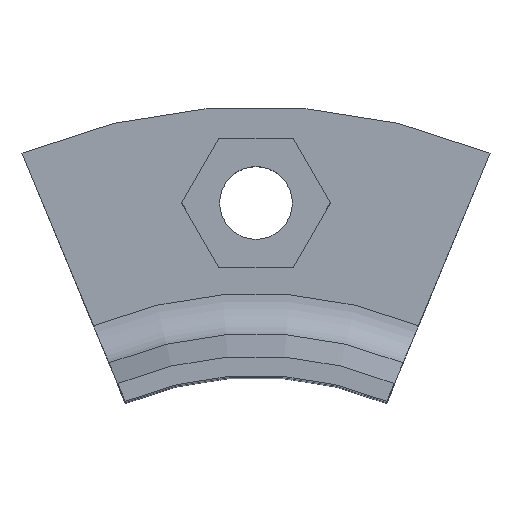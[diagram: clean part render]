
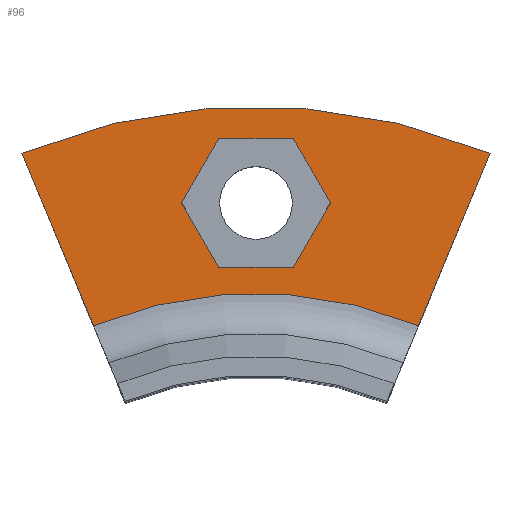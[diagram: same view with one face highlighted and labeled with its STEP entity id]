
A CAD part, top view. The second image highlights one B-rep face of the part: STEP entity #96.
In plain terms, the highlighted planar face has unit normal (0, 0, 1).
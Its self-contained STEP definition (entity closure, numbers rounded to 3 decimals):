
#96=ADVANCED_FACE('',(#168,#169),#170,.F.);
#168=FACE_BOUND('',#264,.T.);
#169=FACE_OUTER_BOUND('',#265,.T.);
#170=PLANE('',#266);
#264=EDGE_LOOP('',(#495,#496));
#265=EDGE_LOOP('',(#497,#498,#499,#500));
#266=AXIS2_PLACEMENT_3D('',#501,#502,#503);
#495=ORIENTED_EDGE('',*,*,#729,.F.);
#496=ORIENTED_EDGE('',*,*,#710,.F.);
#497=ORIENTED_EDGE('',*,*,#716,.T.);
#498=ORIENTED_EDGE('',*,*,#730,.F.);
#499=ORIENTED_EDGE('',*,*,#726,.T.);
#500=ORIENTED_EDGE('',*,*,#731,.F.);
#501=CARTESIAN_POINT('',(0.0,0.0,22.));
#502=DIRECTION('',(0.0,-0.0,-1.0));
#503=DIRECTION('',(0.0,-1.0,0.0));
#710=EDGE_CURVE('',#850,#853,#854,.T.);
#716=EDGE_CURVE('',#865,#863,#866,.T.);
#726=EDGE_CURVE('',#885,#883,#886,.T.);
#729=EDGE_CURVE('',#853,#850,#890,.T.);
#730=EDGE_CURVE('',#885,#863,#891,.T.);
#731=EDGE_CURVE('',#865,#883,#892,.T.);
#850=VERTEX_POINT('',#1058);
#853=VERTEX_POINT('',#1062);
#854=CIRCLE('',#1063,11.0);
#863=VERTEX_POINT('',#1075);
#865=VERTEX_POINT('',#1078);
#866=LINE('',#1079,#1080);
#883=VERTEX_POINT('',#1104);
#885=VERTEX_POINT('',#1106);
#886=LINE('',#1107,#1108);
#890=CIRCLE('',#1114,11.0);
#891=CIRCLE('',#1115,142.5);
#892=CIRCLE('',#1116,98.938);
#1058=CARTESIAN_POINT('',(11.0,120.0,22.));
#1062=CARTESIAN_POINT('',(-11.0,120.0,22.));
#1063=AXIS2_PLACEMENT_3D('',#1279,#1280,#1281);
#1075=CARTESIAN_POINT('',(54.532,131.653,22.));
#1078=CARTESIAN_POINT('',(37.862,91.407,22.));
#1079=CARTESIAN_POINT('',(15.307,36.955,22.));
#1080=VECTOR('',#1289,1.0);
#1104=CARTESIAN_POINT('',(-37.862,91.407,22.));
#1106=CARTESIAN_POINT('',(-54.532,131.653,22.));
#1107=CARTESIAN_POINT('',(-15.307,36.955,22.));
#1108=VECTOR('',#1303,1.0);
#1114=AXIS2_PLACEMENT_3D('',#1306,#1307,#1308);
#1115=AXIS2_PLACEMENT_3D('',#1309,#1310,#1311);
#1116=AXIS2_PLACEMENT_3D('',#1312,#1313,#1314);
#1279=CARTESIAN_POINT('',(0.,120.0,22.));
#1280=DIRECTION('',(0.0,-0.0,1.0));
#1281=DIRECTION('',(1.0,0.,0.0));
#1289=DIRECTION('',(0.383,0.924,0.0));
#1303=DIRECTION('',(0.383,-0.924,0.0));
#1306=CARTESIAN_POINT('',(0.,120.0,22.));
#1307=DIRECTION('',(0.0,-0.0,1.0));
#1308=DIRECTION('',(1.0,0.,0.0));
#1309=CARTESIAN_POINT('',(0.0,0.0,22.));
#1310=DIRECTION('',(0.0,0.0,-1.0));
#1311=DIRECTION('',(1.0,0.,0.0));
#1312=CARTESIAN_POINT('',(0.0,0.0,22.));
#1313=DIRECTION('',(0.0,-0.0,1.0));
#1314=DIRECTION('',(1.0,0.,0.0));
